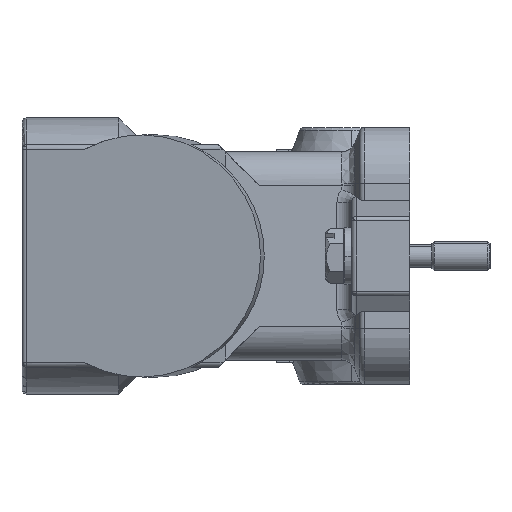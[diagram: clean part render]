
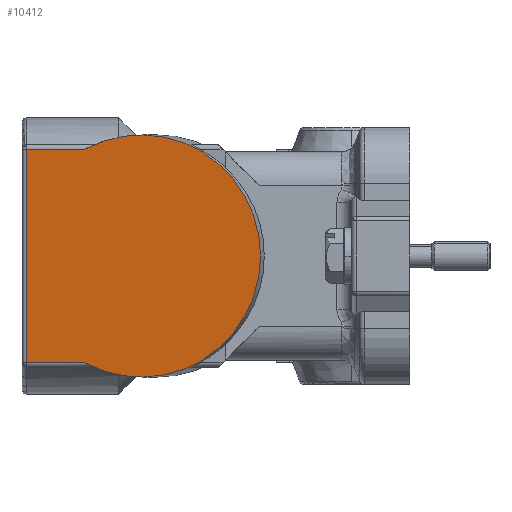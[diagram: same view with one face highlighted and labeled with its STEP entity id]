
A CAD part, left-side view. The second image highlights one B-rep face of the part: STEP entity #10412.
In plain terms, the highlighted planar face has unit normal (-0.985, 0.174, 0).
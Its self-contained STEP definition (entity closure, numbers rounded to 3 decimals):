
#1874=DIRECTION('',(-0.174,-0.985,0.));
#1875=VECTOR('',#1874,12.287);
#1876=CARTESIAN_POINT('',(-42.536,149.174,22.));
#1877=LINE('',#1876,#1875);
#1897=DIRECTION('',(0.,0.,1.));
#1898=VECTOR('',#1897,44.);
#1899=CARTESIAN_POINT('',(-42.536,149.174,
-22.));
#1900=LINE('',#1899,#1898);
#1911=DIRECTION('',(0.174,0.985,0.));
#1912=VECTOR('',#1911,12.287);
#1913=CARTESIAN_POINT('',(-44.67,137.074,
-22.));
#1914=LINE('',#1913,#1912);
#1930=CARTESIAN_POINT('',(-44.67,137.074,
-22.));
#1932=CARTESIAN_POINT('',(-46.732,125.38,
0.));
#1933=DIRECTION('',(-0.985,0.174,0.));
#1934=DIRECTION('',(-0.174,-0.985,0.));
#1935=AXIS2_PLACEMENT_3D('',#1932,#1933,#1934);
#1937=CARTESIAN_POINT('',(-46.732,125.38,
0.));
#1938=DIRECTION('',(-0.985,0.174,0.));
#1939=DIRECTION('',(0.082,0.468,-0.88));
#1940=AXIS2_PLACEMENT_3D('',#1937,#1938,#1939);
#6078=CARTESIAN_POINT('',(-42.536,149.174,22.));
#6079=CARTESIAN_POINT('',(-44.67,137.074,22.));
#6080=VERTEX_POINT('',#6078);
#6081=VERTEX_POINT('',#6079);
#6137=VERTEX_POINT('',#1930);
#6138=CARTESIAN_POINT('',(-42.536,149.174,
-22.));
#6139=VERTEX_POINT('',#6138);
#6148=CARTESIAN_POINT('',(-51.073,100.76,
0.));
#6149=VERTEX_POINT('',#6148);
#10400=CARTESIAN_POINT('',(-46.732,125.38,
0.));
#10401=DIRECTION('',(0.985,-0.174,0.));
#10402=DIRECTION('',(0.174,0.985,0.));
#10403=AXIS2_PLACEMENT_3D('',#10400,#10401,#10402);
#10404=PLANE('',#10403);
#10405=ORIENTED_EDGE('',*,*,#10393,.T.);
#10406=ORIENTED_EDGE('',*,*,#10369,.T.);
#10407=ORIENTED_EDGE('',*,*,#10337,.T.);
#10408=ORIENTED_EDGE('',*,*,#10320,.F.);
#10409=ORIENTED_EDGE('',*,*,#10318,.F.);
#10410=EDGE_LOOP('',(#10405,#10406,#10407,#10408,#10409));
#10411=FACE_OUTER_BOUND('',#10410,.F.);
#10412=ADVANCED_FACE('',(#10411),#10404,.F.);
#1936=CIRCLE('',#1935,25.);
#1941=CIRCLE('',#1940,25.);
#10318=EDGE_CURVE('',#6137,#6149,#1941,.T.);
#10320=EDGE_CURVE('',#6149,#6081,#1936,.T.);
#10337=EDGE_CURVE('',#6080,#6081,#1877,.T.);
#10369=EDGE_CURVE('',#6139,#6080,#1900,.T.);
#10393=EDGE_CURVE('',#6137,#6139,#1914,.T.);
